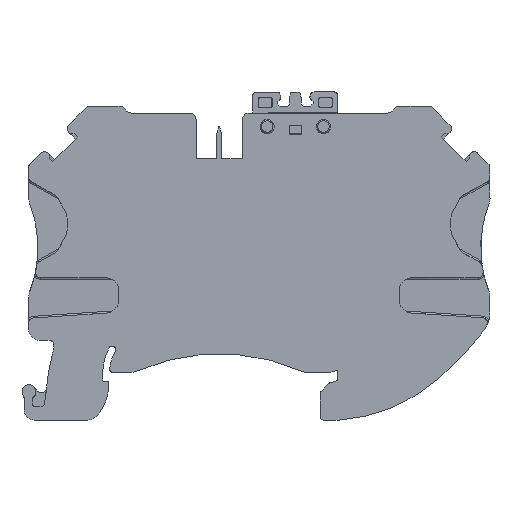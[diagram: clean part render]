
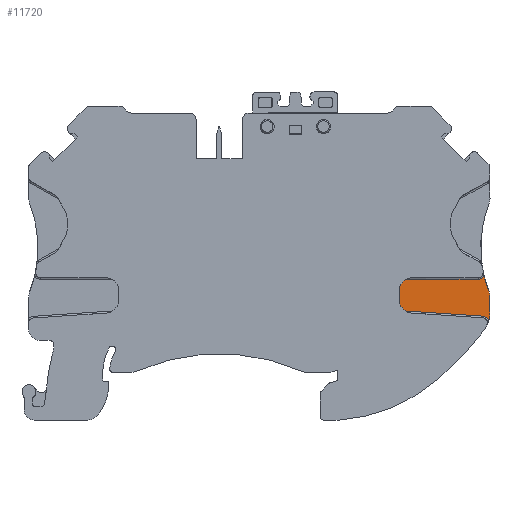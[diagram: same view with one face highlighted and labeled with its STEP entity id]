
A CAD part, front view. The second image highlights one B-rep face of the part: STEP entity #11720.
In plain terms, the highlighted planar face has unit normal (0, -1, 0).
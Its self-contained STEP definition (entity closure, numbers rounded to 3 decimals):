
#387=LINE('',#16077,#1176);
#493=LINE('',#16575,#1282);
#499=LINE('',#16598,#1288);
#503=LINE('',#16676,#1292);
#1176=VECTOR('',#13216,1000.);
#1282=VECTOR('',#13608,1000.);
#1288=VECTOR('',#13622,1000.);
#1292=VECTOR('',#13646,1000.);
#1987=CIRCLE('',#12331,1.);
#1992=CIRCLE('',#12344,1.);
#1993=CIRCLE('',#12346,5.);
#1994=CIRCLE('',#12347,2.);
#1995=CIRCLE('',#12348,17.875);
#2239=PLANE('',#12345);
#2976=ORIENTED_EDGE('',*,*,#5407,.T.);
#2977=ORIENTED_EDGE('',*,*,#5419,.T.);
#2978=ORIENTED_EDGE('',*,*,#5420,.T.);
#2979=ORIENTED_EDGE('',*,*,#5421,.T.);
#2980=ORIENTED_EDGE('',*,*,#5422,.T.);
#2981=ORIENTED_EDGE('',*,*,#5423,.T.);
#2982=ORIENTED_EDGE('',*,*,#5396,.T.);
#2983=ORIENTED_EDGE('',*,*,#5398,.T.);
#2984=ORIENTED_EDGE('',*,*,#5176,.T.);
#5176=EDGE_CURVE('',#6416,#6413,#387,.F.);
#5396=EDGE_CURVE('',#6595,#6597,#1987,.F.);
#5398=EDGE_CURVE('',#6597,#6416,#493,.T.);
#5407=EDGE_CURVE('',#6413,#6603,#499,.F.);
#5419=EDGE_CURVE('',#6603,#6610,#1992,.F.);
#5420=EDGE_CURVE('',#6610,#6611,#1993,.T.);
#5421=EDGE_CURVE('',#6611,#6612,#503,.T.);
#5422=EDGE_CURVE('',#6612,#6613,#1994,.T.);
#5423=EDGE_CURVE('',#6613,#6595,#1995,.F.);
#6413=VERTEX_POINT('',#16067);
#6416=VERTEX_POINT('',#16074);
#6595=VERTEX_POINT('',#16563);
#6597=VERTEX_POINT('',#16567);
#6603=VERTEX_POINT('',#16597);
#6610=VERTEX_POINT('',#16671);
#6611=VERTEX_POINT('',#16675);
#6612=VERTEX_POINT('',#16677);
#6613=VERTEX_POINT('',#16679);
#7306=EDGE_LOOP('',(#2976,#2977,#2978,#2979,#2980,#2981,#2982,#2983,#2984));
#7828=FACE_BOUND('',#7306,.T.);
#11720=ADVANCED_FACE('',(#7828),#2239,.T.);
#12331=AXIS2_PLACEMENT_3D('',#16568,#13604,#13605);
#12344=AXIS2_PLACEMENT_3D('',#16672,#13640,#13641);
#12345=AXIS2_PLACEMENT_3D('',#16673,#13642,#13643);
#12346=AXIS2_PLACEMENT_3D('',#16674,#13644,#13645);
#12347=AXIS2_PLACEMENT_3D('',#16678,#13647,#13648);
#12348=AXIS2_PLACEMENT_3D('',#16680,#13649,#13650);
#13216=DIRECTION('',(0.,0.,1.));
#13604=DIRECTION('',(0.,-1.,0.));
#13605=DIRECTION('',(0.,0.,-1.));
#13608=DIRECTION('',(-1.,0.,0.));
#13622=DIRECTION('',(-0.998,0.,0.067));
#13640=DIRECTION('',(0.,-1.,0.));
#13641=DIRECTION('',(0.,0.,-1.));
#13642=DIRECTION('',(0.,-1.,0.));
#13643=DIRECTION('',(0.,0.,-1.));
#13644=DIRECTION('',(0.,-1.,0.));
#13645=DIRECTION('',(0.,0.,-1.));
#13646=DIRECTION('',(0.,0.,1.));
#13647=DIRECTION('',(0.,-1.,0.));
#13648=DIRECTION('',(0.,0.,-1.));
#13649=DIRECTION('',(0.,-1.,0.));
#13650=DIRECTION('',(0.,0.,-1.));
#16067=CARTESIAN_POINT('',(24.114,1.8,-11.303));
#16074=CARTESIAN_POINT('',(24.114,1.8,-6.75));
#16077=CARTESIAN_POINT('',(24.114,1.8,-11.547));
#16563=CARTESIAN_POINT('',(37.416,1.8,-6.235));
#16567=CARTESIAN_POINT('',(36.541,1.8,-6.75));
#16568=CARTESIAN_POINT('',(36.541,1.8,-5.75));
#16575=CARTESIAN_POINT('',(24.01,1.8,-6.75));
#16597=CARTESIAN_POINT('',(37.239,1.8,-12.179));
#16598=CARTESIAN_POINT('',(37.239,1.8,-12.179));
#16671=CARTESIAN_POINT('',(38.103,1.8,-12.812));
#16672=CARTESIAN_POINT('',(37.172,1.8,-13.176));
#16673=CARTESIAN_POINT('',(62.15,1.8,0.37));
#16674=CARTESIAN_POINT('',(33.3,1.8,-11.424));
#16675=CARTESIAN_POINT('',(38.298,1.8,-11.563));
#16676=CARTESIAN_POINT('',(38.298,1.8,0.37));
#16677=CARTESIAN_POINT('',(38.298,1.8,-9.333));
#16678=CARTESIAN_POINT('',(36.298,1.8,-9.333));
#16679=CARTESIAN_POINT('',(38.16,1.8,-8.602));
#16680=CARTESIAN_POINT('',(54.8,1.8,-2.074));
